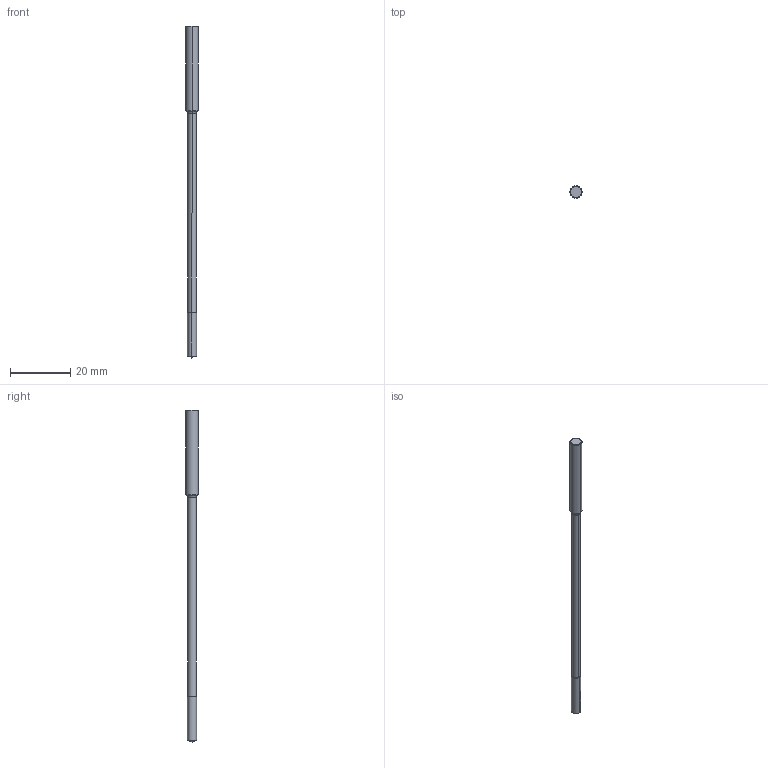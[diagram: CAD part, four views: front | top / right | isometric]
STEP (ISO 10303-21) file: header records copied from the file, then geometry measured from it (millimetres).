
FILE_DESCRIPTION((''),'2;1');
FILE_NAME('607553446-000-00-E43','2021-05-10T07:52:27',('OezerA'),(''),'CREO PARAMETRIC BY PTC INC, 2019030','CREO PARAMETRIC BY PTC INC, 2019030','');
FILE_SCHEMA(('AP242_MANAGED_MODEL_BASED_3D_ENGINEERING_MIM_LF { 1 0 10303 442 1 1 4 }'));
Length unit declared in the file: millimetre
Products named in the file (1): 607553446-000-00-E43
Bounding box: 4 x 4 x 110 mm (x, y, z)
Volume: 854.9 mm3; surface area: 1089 mm2
Topology: 1 solids, 1 shells, 17 faces, 514 edges, 927 vertices
Faces by surface type: cone 8, cylinder 6, torus 2, plane 1
Entity records: 3559 total; most frequent: CARTESIAN_POINT 1640, B_SPLINE_CURVE_WITH_KNOTS 327, DIRECTION 297, TRIMMED_CURVE 153, VECTOR 115, LINE 115, PRESENTATION_STYLE_ASSIGNMENT 92, AXIS2_PLACEMENT_3D 91
